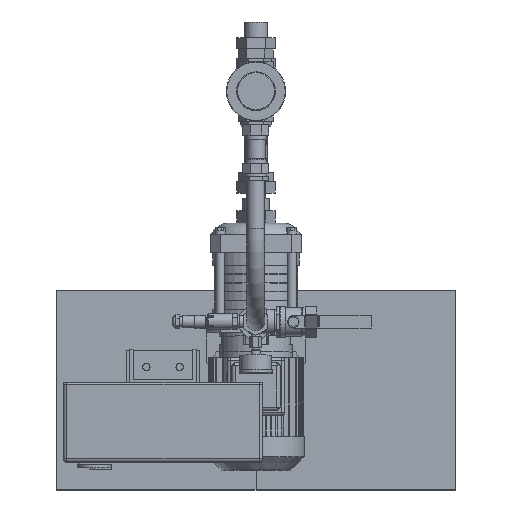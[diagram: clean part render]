
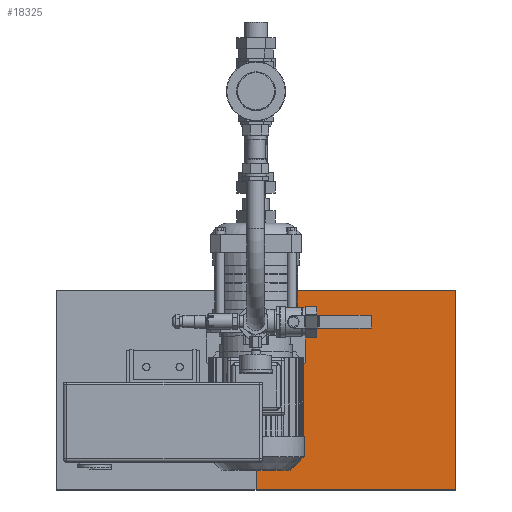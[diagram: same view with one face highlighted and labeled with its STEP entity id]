
A CAD part, top view. The second image highlights one B-rep face of the part: STEP entity #18325.
In plain terms, the highlighted planar face has unit normal (0, 0, 1).
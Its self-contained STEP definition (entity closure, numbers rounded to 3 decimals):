
#1037=LINE('',#29589,#2858);
#1058=LINE('',#29631,#2879);
#1060=LINE('',#29635,#2881);
#1061=LINE('',#29636,#2882);
#2858=VECTOR('',#23164,1.);
#2879=VECTOR('',#23195,10.);
#2881=VECTOR('',#23199,10.);
#2882=VECTOR('',#23200,10.);
#4289=PLANE('',#19804);
#5464=FACE_OUTER_BOUND('',#6654,.T.);
#6654=EDGE_LOOP('',(#14884,#14885,#14886,#14887));
#8887=VERTEX_POINT('',#29587);
#8888=VERTEX_POINT('',#29588);
#8904=VERTEX_POINT('',#29630);
#8905=VERTEX_POINT('',#29634);
#11046=EDGE_CURVE('',#8887,#8888,#1037,.T.);
#11067=EDGE_CURVE('',#8904,#8888,#1058,.T.);
#11069=EDGE_CURVE('',#8905,#8887,#1060,.T.);
#11070=EDGE_CURVE('',#8905,#8904,#1061,.T.);
#14884=ORIENTED_EDGE('',*,*,#11046,.F.);
#14885=ORIENTED_EDGE('',*,*,#11069,.F.);
#14886=ORIENTED_EDGE('',*,*,#11070,.T.);
#14887=ORIENTED_EDGE('',*,*,#11067,.T.);
#18325=ADVANCED_FACE('',(#5464),#4289,.T.);
#19804=AXIS2_PLACEMENT_3D('',#29633,#23197,#23198);
#23164=DIRECTION('',(0.,-1.,0.));
#23195=DIRECTION('',(1.,0.,0.));
#23197=DIRECTION('center_axis',(0.,0.,1.));
#23198=DIRECTION('ref_axis',(0.,-1.,0.));
#23199=DIRECTION('',(1.,0.,0.));
#23200=DIRECTION('',(0.,-1.,0.));
#29587=CARTESIAN_POINT('',(600.,47.5,50.));
#29588=CARTESIAN_POINT('',(600.,-252.5,50.));
#29589=CARTESIAN_POINT('',(600.,-102.5,50.));
#29630=CARTESIAN_POINT('',(300.,-252.5,50.));
#29631=CARTESIAN_POINT('',(600.,-252.5,50.));
#29633=CARTESIAN_POINT('Origin',(600.,-102.5,50.));
#29634=CARTESIAN_POINT('',(300.,47.5,50.));
#29635=CARTESIAN_POINT('',(600.,47.5,50.));
#29636=CARTESIAN_POINT('',(300.,-102.5,50.));
